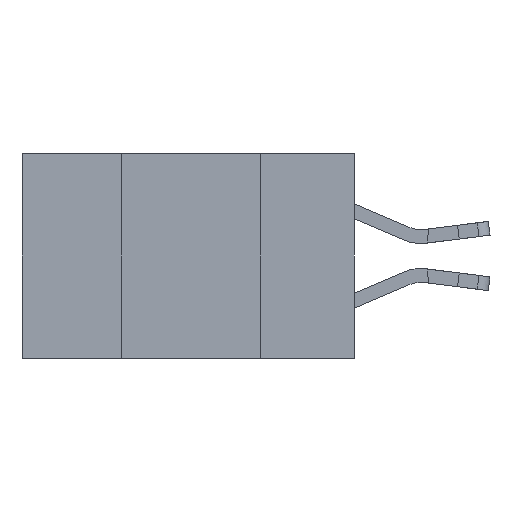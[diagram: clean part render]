
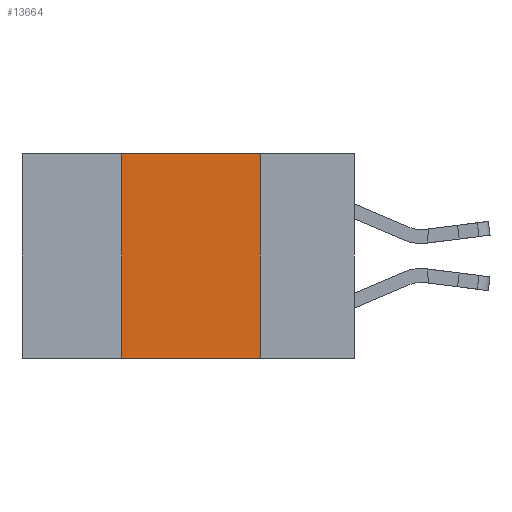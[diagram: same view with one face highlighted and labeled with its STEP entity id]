
A CAD part, left-side view. The second image highlights one B-rep face of the part: STEP entity #13664.
In plain terms, the highlighted planar face has unit normal (-1, 0, 0).
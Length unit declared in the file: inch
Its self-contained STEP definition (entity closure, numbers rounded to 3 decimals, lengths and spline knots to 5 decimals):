
#645 = DIRECTION ( 'NONE',  ( 0., -1., 0. ) ) ;
#1244 = CARTESIAN_POINT ( 'NONE',  ( 0., 0.42, 0. ) ) ;
#1714 = ORIENTED_EDGE ( 'NONE', *, *, #19189, .F. ) ;
#1935 = VECTOR ( 'NONE', #5017, 39.37008 ) ;
#3147 = LINE ( 'NONE', #15148, #11094 ) ;
#4009 = CARTESIAN_POINT ( 'NONE',  ( 0., 0.6, 0. ) ) ;
#4498 = CARTESIAN_POINT ( 'NONE',  ( 0., 0.17, -0.37 ) ) ;
#5017 = DIRECTION ( 'NONE',  ( 0., -1., 0. ) ) ;
#5855 = VERTEX_POINT ( 'NONE', #18262 ) ;
#6748 = LINE ( 'NONE', #14004, #1935 ) ;
#7597 = VERTEX_POINT ( 'NONE', #16080 ) ;
#7716 = CARTESIAN_POINT ( 'NONE',  ( 0., 0.42, -0.37 ) ) ;
#8801 = VERTEX_POINT ( 'NONE', #7716 ) ;
#9229 = EDGE_LOOP ( 'NONE', ( #9484, #15130, #1714, #18165 ) ) ;
#9471 = DIRECTION ( 'NONE',  ( 1., 0., 0. ) ) ;
#9484 = ORIENTED_EDGE ( 'NONE', *, *, #15565, .F. ) ;
#10971 = AXIS2_PLACEMENT_3D ( 'NONE', #4009, #9471, #22026 ) ;
#11094 = VECTOR ( 'NONE', #645, 39.37008 ) ;
#13664 = ADVANCED_FACE ( 'NONE', ( #14561 ), #20254, .F. ) ;
#13798 = VERTEX_POINT ( 'NONE', #4498 ) ;
#14004 = CARTESIAN_POINT ( 'NONE',  ( 0., 0.6, -0.37 ) ) ;
#14561 = FACE_OUTER_BOUND ( 'NONE', #9229, .T. ) ;
#15130 = ORIENTED_EDGE ( 'NONE', *, *, #22109, .F. ) ;
#15148 = CARTESIAN_POINT ( 'NONE',  ( 0., 0.6, 0. ) ) ;
#15389 = VECTOR ( 'NONE', #15697, 39.37008 ) ;
#15565 = EDGE_CURVE ( 'NONE', #5855, #13798, #22751, .T. ) ;
#15646 = EDGE_CURVE ( 'NONE', #8801, #13798, #6748, .T. ) ;
#15697 = DIRECTION ( 'NONE',  ( 0., 0., 1. ) ) ;
#15923 = LINE ( 'NONE', #1244, #15389 ) ;
#16080 = CARTESIAN_POINT ( 'NONE',  ( 0., 0.42, 0. ) ) ;
#18165 = ORIENTED_EDGE ( 'NONE', *, *, #15646, .T. ) ;
#18262 = CARTESIAN_POINT ( 'NONE',  ( 0., 0.17, 0. ) ) ;
#19189 = EDGE_CURVE ( 'NONE', #8801, #7597, #15923, .T. ) ;
#20254 = PLANE ( 'NONE',  #10971 ) ;
#20925 = CARTESIAN_POINT ( 'NONE',  ( 0., 0.17, 0. ) ) ;
#22026 = DIRECTION ( 'NONE',  ( 0., 0., -1. ) ) ;
#22109 = EDGE_CURVE ( 'NONE', #7597, #5855, #3147, .T. ) ;
#22204 = VECTOR ( 'NONE', #22744, 39.37008 ) ;
#22744 = DIRECTION ( 'NONE',  ( 0., 0., -1. ) ) ;
#22751 = LINE ( 'NONE', #20925, #22204 ) ;
